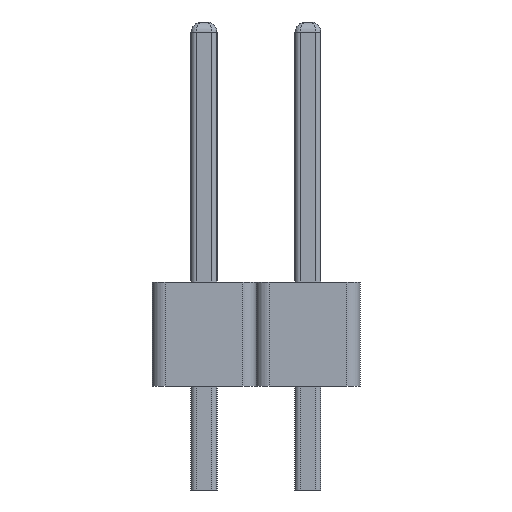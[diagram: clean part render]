
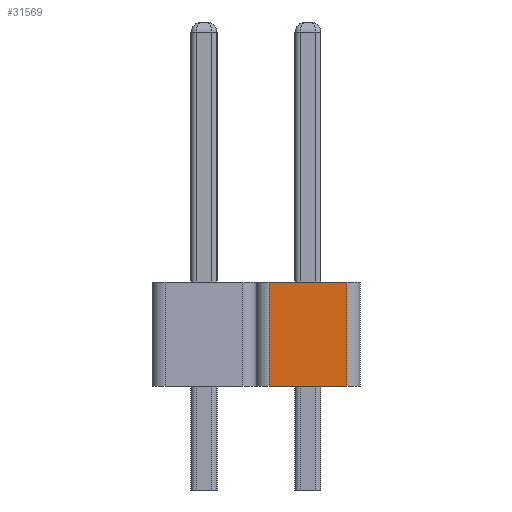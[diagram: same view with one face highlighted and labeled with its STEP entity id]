
A CAD part, left-side view. The second image highlights one B-rep face of the part: STEP entity #31569.
In plain terms, the highlighted planar face has unit normal (-1, 0, 0).
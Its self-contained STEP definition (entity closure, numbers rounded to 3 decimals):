
#651 = CARTESIAN_POINT ( 'NONE',  ( 0., -0.25, 2. ) ) ;
#652 = DIRECTION ( 'NONE',  ( 0., -1., 0. ) ) ;
#2249 = VECTOR ( 'NONE', #3677, 1000. ) ;
#3676 = CARTESIAN_POINT ( 'NONE',  ( 0., -0.25, 0. ) ) ;
#3677 = DIRECTION ( 'NONE',  ( 0., -1., 0. ) ) ;
#5178 = VECTOR ( 'NONE', #5746, 1000. ) ;
#5180 = VECTOR ( 'NONE', #5750, 1000. ) ;
#5745 = CARTESIAN_POINT ( 'NONE',  ( 0., -0.25, 2. ) ) ;
#5746 = DIRECTION ( 'NONE',  ( 0., 0., -1. ) ) ;
#5749 = CARTESIAN_POINT ( 'NONE',  ( 0., -1.75, 2. ) ) ;
#5750 = DIRECTION ( 'NONE',  ( 0., 0., -1. ) ) ;
#8490 = CARTESIAN_POINT ( 'NONE',  ( 0., -1.75, 0. ) ) ;
#8521 = CARTESIAN_POINT ( 'NONE',  ( 0., -0.25, 2. ) ) ;
#8685 = AXIS2_PLACEMENT_3D ( 'NONE', #10028, #10029, #10030 ) ;
#8903 = EDGE_LOOP ( 'NONE', ( #18046, #18047, #18045, #18049 ) ) ;
#9455 = FACE_OUTER_BOUND ( 'NONE', #8903, .T. ) ;
#9845 = CARTESIAN_POINT ( 'NONE',  ( 0., -0.25, 0. ) ) ;
#9963 = CARTESIAN_POINT ( 'NONE',  ( 0., -1.75, 2. ) ) ;
#10027 = PLANE ( 'NONE',  #8685 ) ;
#10028 = CARTESIAN_POINT ( 'NONE',  ( 0., -0.25, 2. ) ) ;
#10029 = DIRECTION ( 'NONE',  ( 1., 0., 0. ) ) ;
#10030 = DIRECTION ( 'NONE',  ( 0., 1., 0. ) ) ;
#15494 = EDGE_CURVE ( 'NONE', #19596, #19763, #27516, .T. ) ;
#16965 = EDGE_CURVE ( 'NONE', #19645, #19565, #27639, .T. ) ;
#18045 = ORIENTED_EDGE ( 'NONE', *, *, #15494, .F. ) ;
#18046 = ORIENTED_EDGE ( 'NONE', *, *, #16965, .T. ) ;
#18047 = ORIENTED_EDGE ( 'NONE', *, *, #18526, .F. ) ;
#18049 = ORIENTED_EDGE ( 'NONE', *, *, #18524, .T. ) ;
#18524 = EDGE_CURVE ( 'NONE', #19596, #19645, #27796, .T. ) ;
#18526 = EDGE_CURVE ( 'NONE', #19763, #19565, #27798, .T. ) ;
#19565 = VERTEX_POINT ( 'NONE', #8490 ) ;
#19596 = VERTEX_POINT ( 'NONE', #8521 ) ;
#19645 = VERTEX_POINT ( 'NONE', #9845 ) ;
#19763 = VERTEX_POINT ( 'NONE', #9963 ) ;
#26690 = VECTOR ( 'NONE', #652, 1000. ) ;
#27516 = LINE ( 'NONE', #651, #26690 ) ;
#27639 = LINE ( 'NONE', #3676, #2249 ) ;
#27796 = LINE ( 'NONE', #5745, #5178 ) ;
#27798 = LINE ( 'NONE', #5749, #5180 ) ;
#31569 = ADVANCED_FACE ( 'NONE', ( #9455 ), #10027, .F. ) ;
